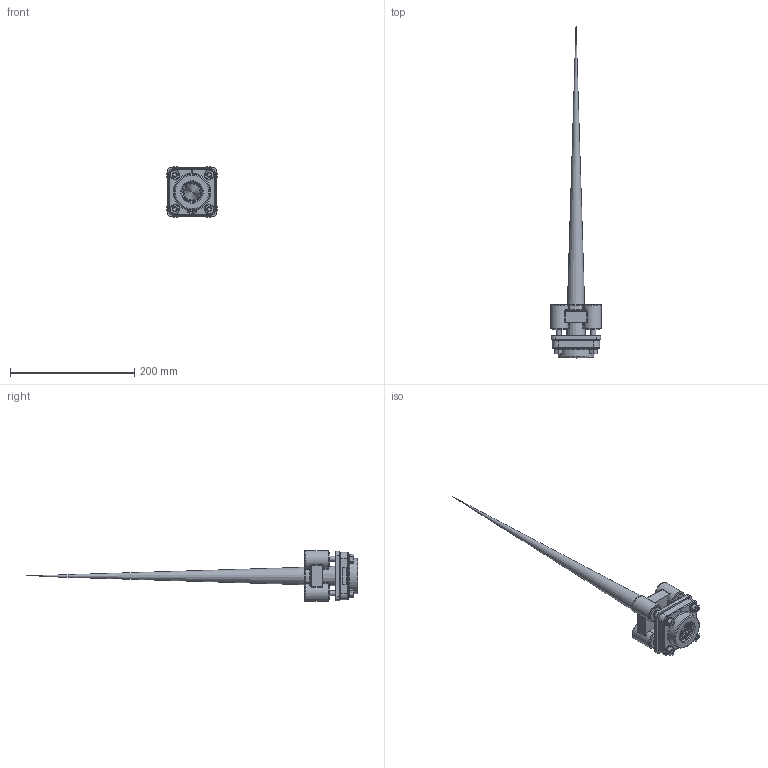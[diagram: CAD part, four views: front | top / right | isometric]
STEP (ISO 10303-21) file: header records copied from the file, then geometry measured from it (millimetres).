
FILE_DESCRIPTION(/* description */ ('1" X 1" NPT BOTTOM DRAIN BOLTED FLANGE, EPDM'),/* implementation_level */ '2;1');
FILE_NAME(/* name */ 'BF100BD.stp',/* time_stamp */ '2019-11-09T13:45:32-05:00',/* author */ ('DMK'),/* organization */ (''),/* preprocessor_version */ 'ST-DEVELOPER v17.2',/* originating_system */ 'Autodesk Inventor 2019',/* authorisation */ '');
FILE_SCHEMA (('AUTOMOTIVE_DESIGN { 1 0 10303 214 3 1 1 }'));
Length unit declared in the file: inch
Products named in the file (10): BF100BD; BF101BD; BF106; BF304A; V10157; V10118; V10119; BF100GE; BF100GRE; VL1004
Assembly tree (24 placements, depth 2):
  BF100BD
    BF101BD
    BF106  x4
    BF304A  x4
    V10157
    V10118  x4
    V10119  x4
    BF100GE
    BF100GRE  x4
    VL1004
Bounding box: 81.72 x 534.39 x 81.72 mm (x, y, z)
Volume: 301748.5 mm3; surface area: 146834 mm2
Topology: 24 solids, 24 shells, 1232 faces, 3116 edges, 2006 vertices
Faces by surface type: plane 512, cylinder 360, cone 169, bspline 137, torus 42, sphere 12
Full cylindrical faces by diameter (mm): 6.223 x68, 7.751 x64, 7.938 x4, 8.636 x4, 8.738 x4, 8.89 x4, 12.192 x8, 12.7 x4, 18.136 x4, 18.847 x8, 19.05 x4, 22.504 x4, 23.368 x4, 25.908 x1, 28.448 x1, 38.1 x1, 57.15 x1
Entity records: 32118 total; most frequent: CARTESIAN_POINT 13100, ORIENTED_EDGE 4088, DIRECTION 3418, EDGE_CURVE 2044, VERTEX_POINT 1329, LINE 1192, VECTOR 1192, AXIS2_PLACEMENT_3D 1113
